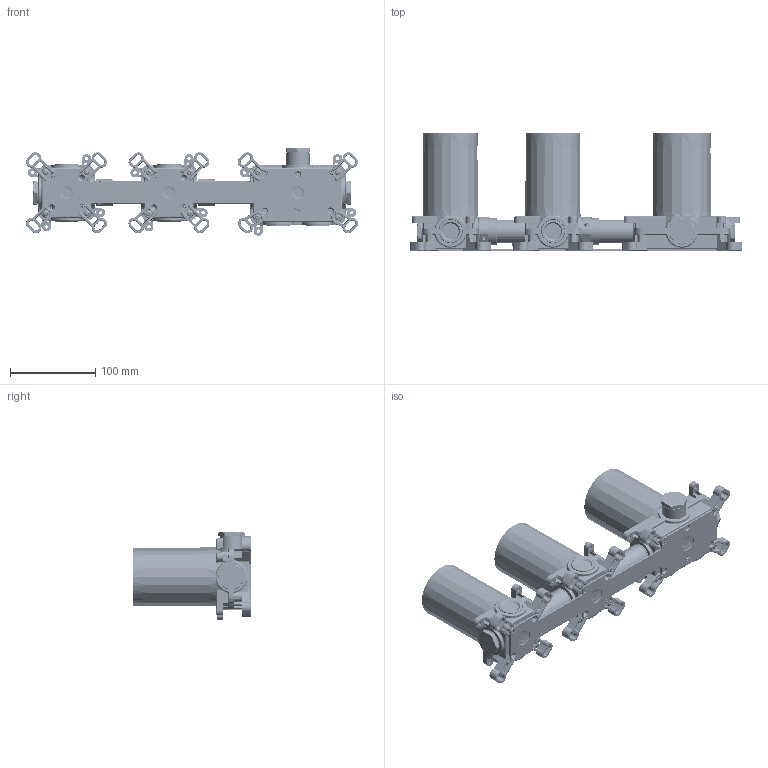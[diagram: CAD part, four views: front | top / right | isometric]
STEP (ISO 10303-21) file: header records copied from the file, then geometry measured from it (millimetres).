
FILE_DESCRIPTION(('CATIA V5 STEP Exchange','CAx-IF Rec.Pracs.--- Model Styling and Organization---1.5--- 2016-08-15','CAx-IF Rec.Pracs.---Supplemental Geometry---1.0---2011-11-01','CAx-IF Rec.Pracs.--- Composite Materials ---3.4---2017-06-13','CAx-IF Rec.Pracs.---Tessellated 3D Geometry---1.0---2015-12-17'),'2;1');
FILE_NAME('ZB0G62R0.stp','2024-06-10T13:06:59+00:00',('none'),('none'),'CATIA Version 5-6 Release 2020 SP2','CATIA V5 STEP AP242 v2','none');
FILE_SCHEMA(('AP242_MANAGED_MODEL_BASED_3D_ENGINEERING_MIM_LF {1 0 10303 442 1 1 4}'));
Products named in the file (1): 2UO
Bounding box: 389.47 x 137.54 x 102.57 mm (x, y, z)
Volume: 313073.1 mm3; surface area: 345609.6 mm2
Topology: 20 solids, 428 shells, 8788 faces, 24057 edges, 15217 vertices
Faces by surface type: cylinder 2694, bspline 2608, plane 1907, torus 651, cone 578, sphere 350
Entity records: 400741 total; most frequent: CARTESIAN_POINT 228253, ORIENTED_EDGE 45860, EDGE_CURVE 23452, DIRECTION 16962, VERTEX_POINT 15217, B_SPLINE_CURVE_WITH_KNOTS 12484, EDGE_LOOP 9017, ADVANCED_FACE 8788
